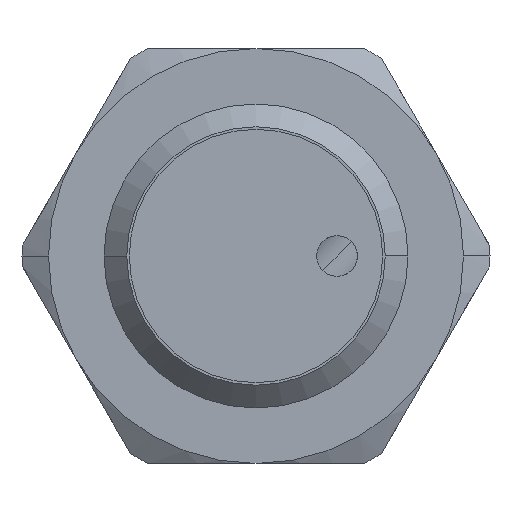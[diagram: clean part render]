
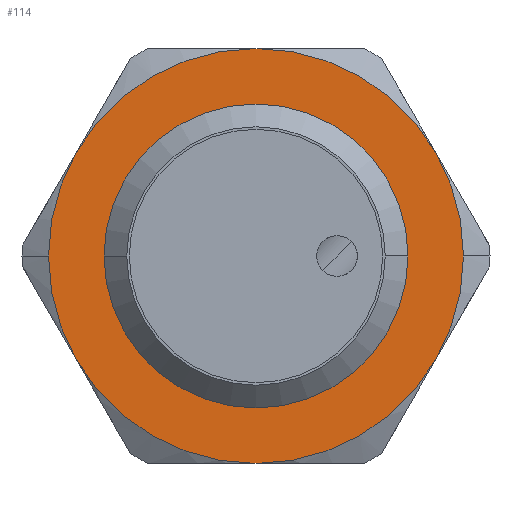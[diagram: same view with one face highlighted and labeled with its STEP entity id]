
A CAD part, left-side view. The second image highlights one B-rep face of the part: STEP entity #114.
In plain terms, the highlighted planar face has unit normal (-1, 0, 0).
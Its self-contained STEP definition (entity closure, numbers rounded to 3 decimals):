
#114=ADVANCED_FACE('',(#261,#262),#263,.F.);
#261=FACE_OUTER_BOUND('',#449,.T.);
#262=FACE_BOUND('',#450,.T.);
#263=PLANE('',#451);
#449=EDGE_LOOP('',(#914,#915,#916,#917,#918,#919,#920,#921));
#450=EDGE_LOOP('',(#922,#923));
#451=AXIS2_PLACEMENT_3D('',#924,#925,#926);
#914=ORIENTED_EDGE('',*,*,#1309,.F.);
#915=ORIENTED_EDGE('',*,*,#1306,.F.);
#916=ORIENTED_EDGE('',*,*,#1303,.F.);
#917=ORIENTED_EDGE('',*,*,#1273,.F.);
#918=ORIENTED_EDGE('',*,*,#1301,.F.);
#919=ORIENTED_EDGE('',*,*,#1317,.F.);
#920=ORIENTED_EDGE('',*,*,#1267,.F.);
#921=ORIENTED_EDGE('',*,*,#1312,.F.);
#922=ORIENTED_EDGE('',*,*,#1249,.F.);
#923=ORIENTED_EDGE('',*,*,#1335,.F.);
#924=CARTESIAN_POINT('',(17.0,0.,0.));
#925=DIRECTION('',(1.0,0.,-0.0));
#926=DIRECTION('',(0.,1.0,0.0));
#1249=EDGE_CURVE('',#1475,#1478,#1479,.T.);
#1267=EDGE_CURVE('',#1509,#1512,#1513,.T.);
#1273=EDGE_CURVE('',#1522,#1518,#1524,.T.);
#1301=EDGE_CURVE('',#1571,#1522,#1573,.T.);
#1303=EDGE_CURVE('',#1518,#1575,#1576,.T.);
#1306=EDGE_CURVE('',#1575,#1579,#1580,.T.);
#1309=EDGE_CURVE('',#1579,#1583,#1584,.T.);
#1312=EDGE_CURVE('',#1583,#1509,#1587,.T.);
#1317=EDGE_CURVE('',#1512,#1571,#1593,.T.);
#1335=EDGE_CURVE('',#1478,#1475,#1614,.T.);
#1475=VERTEX_POINT('',#1887);
#1478=VERTEX_POINT('',#1891);
#1479=CIRCLE('',#1892,15.0);
#1509=VERTEX_POINT('',#1947);
#1512=VERTEX_POINT('',#1951);
#1513=CIRCLE('',#1952,20.475);
#1518=VERTEX_POINT('',#1966);
#1522=VERTEX_POINT('',#1971);
#1524=CIRCLE('',#1982,20.475);
#1571=VERTEX_POINT('',#2043);
#1573=CIRCLE('',#2054,20.475);
#1575=VERTEX_POINT('',#2065);
#1576=CIRCLE('',#2066,20.475);
#1579=VERTEX_POINT('',#2087);
#1580=CIRCLE('',#2088,20.475);
#1583=VERTEX_POINT('',#2109);
#1584=CIRCLE('',#2110,20.475);
#1587=CIRCLE('',#2131,20.475);
#1593=CIRCLE('',#2173,20.475);
#1614=CIRCLE('',#2266,15.0);
#1887=CARTESIAN_POINT('',(17.0,-15.0,0.0));
#1891=CARTESIAN_POINT('',(17.0,15.0,0.));
#1892=AXIS2_PLACEMENT_3D('',#2701,#2702,#2703);
#1947=CARTESIAN_POINT('',(17.0,-20.475,0.));
#1951=CARTESIAN_POINT('',(17.0,-17.732,-10.238));
#1952=AXIS2_PLACEMENT_3D('',#2733,#2734,#2735);
#1966=CARTESIAN_POINT('',(17.0,20.475,0.));
#1971=CARTESIAN_POINT('',(17.0,17.732,-10.238));
#1982=AXIS2_PLACEMENT_3D('',#2743,#2744,#2745);
#2043=CARTESIAN_POINT('',(17.0,0.0,-20.475));
#2054=AXIS2_PLACEMENT_3D('',#2796,#2797,#2798);
#2065=CARTESIAN_POINT('',(17.0,17.732,10.238));
#2066=AXIS2_PLACEMENT_3D('',#2799,#2800,#2801);
#2087=CARTESIAN_POINT('',(17.0,0.,20.475));
#2088=AXIS2_PLACEMENT_3D('',#2802,#2803,#2804);
#2109=CARTESIAN_POINT('',(17.0,-17.732,10.238));
#2110=AXIS2_PLACEMENT_3D('',#2805,#2806,#2807);
#2131=AXIS2_PLACEMENT_3D('',#2808,#2809,#2810);
#2173=AXIS2_PLACEMENT_3D('',#2811,#2812,#2813);
#2266=AXIS2_PLACEMENT_3D('',#2841,#2842,#2843);
#2701=CARTESIAN_POINT('',(17.0,0.0,0.0));
#2702=DIRECTION('',(-1.0,0.,0.0));
#2703=DIRECTION('',(0.,-1.0,0.0));
#2733=CARTESIAN_POINT('',(17.0,0.0,0.0));
#2734=DIRECTION('',(1.0,0.,0.0));
#2735=DIRECTION('',(0.,-1.0,0.0));
#2743=CARTESIAN_POINT('',(17.0,0.0,0.0));
#2744=DIRECTION('',(1.0,0.,0.0));
#2745=DIRECTION('',(0.,-1.0,0.0));
#2796=CARTESIAN_POINT('',(17.0,0.0,0.0));
#2797=DIRECTION('',(1.0,0.,0.0));
#2798=DIRECTION('',(0.,-1.0,0.0));
#2799=CARTESIAN_POINT('',(17.0,0.0,0.0));
#2800=DIRECTION('',(1.0,0.,0.0));
#2801=DIRECTION('',(0.,-1.0,0.0));
#2802=CARTESIAN_POINT('',(17.0,0.0,0.0));
#2803=DIRECTION('',(1.0,0.,0.0));
#2804=DIRECTION('',(0.,-1.0,0.0));
#2805=CARTESIAN_POINT('',(17.0,0.0,0.0));
#2806=DIRECTION('',(1.0,0.,0.0));
#2807=DIRECTION('',(0.,-1.0,0.0));
#2808=CARTESIAN_POINT('',(17.0,0.0,0.0));
#2809=DIRECTION('',(1.0,0.,0.0));
#2810=DIRECTION('',(0.,-1.0,0.0));
#2811=CARTESIAN_POINT('',(17.0,0.0,0.0));
#2812=DIRECTION('',(1.0,0.,0.0));
#2813=DIRECTION('',(0.,-1.0,0.0));
#2841=CARTESIAN_POINT('',(17.0,0.0,0.0));
#2842=DIRECTION('',(-1.0,0.,0.0));
#2843=DIRECTION('',(0.,-1.0,0.0));
